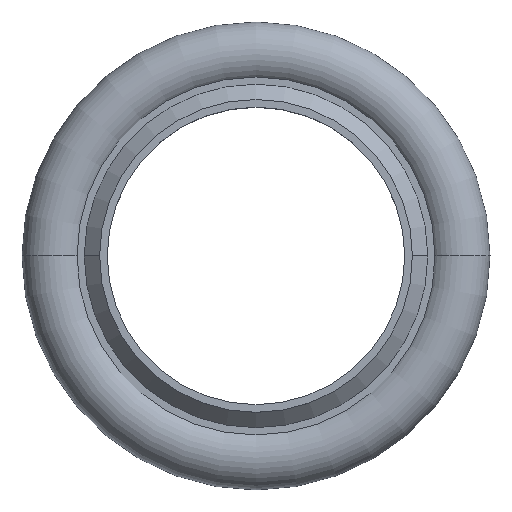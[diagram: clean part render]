
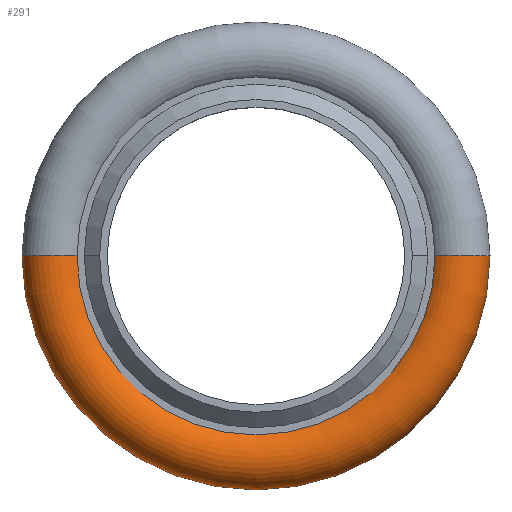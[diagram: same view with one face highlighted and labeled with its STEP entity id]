
A CAD part, top view. The second image highlights one B-rep face of the part: STEP entity #291.
In plain terms, the highlighted toroidal (fillet/blend) face has major radius 16.712 mm and minor radius 2.667 mm.
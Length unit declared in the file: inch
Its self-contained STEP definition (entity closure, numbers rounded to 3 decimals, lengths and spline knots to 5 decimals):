
#6 = AXIS2_PLACEMENT_3D ( 'NONE', #131, #580, #378 ) ;
#77 = ORIENTED_EDGE ( 'NONE', *, *, #603, .T. ) ;
#105 = CARTESIAN_POINT ( 'NONE',  ( 0.65795, 0., 0.1575 ) ) ;
#118 = ORIENTED_EDGE ( 'NONE', *, *, #194, .F. ) ;
#129 = DIRECTION ( 'NONE',  ( 0., 0., -1. ) ) ;
#131 = CARTESIAN_POINT ( 'NONE',  ( 0., 0., 0.1575 ) ) ;
#139 = DIRECTION ( 'NONE',  ( -1., 0., 0. ) ) ;
#177 = VERTEX_POINT ( 'NONE', #212 ) ;
#178 = FACE_OUTER_BOUND ( 'NONE', #229, .T. ) ;
#180 = CARTESIAN_POINT ( 'NONE',  ( -0.65795, 0., 0.1575 ) ) ;
#194 = EDGE_CURVE ( 'NONE', #322, #177, #637, .T. ) ;
#210 = CARTESIAN_POINT ( 'NONE',  ( -0.55295, 0., 0.1575 ) ) ;
#211 = VERTEX_POINT ( 'NONE', #210 ) ;
#212 = CARTESIAN_POINT ( 'NONE',  ( 0.76295, 0., 0.1575 ) ) ;
#216 = TOROIDAL_SURFACE ( 'NONE', #563, 0.65795, 0.105 ) ;
#219 = DIRECTION ( 'NONE',  ( -1., 0., 0. ) ) ;
#229 = EDGE_LOOP ( 'NONE', ( #325, #118, #77, #314 ) ) ;
#272 = AXIS2_PLACEMENT_3D ( 'NONE', #180, #340, #129 ) ;
#291 = ADVANCED_FACE ( 'NONE', ( #178 ), #216, .T. ) ;
#311 = EDGE_CURVE ( 'NONE', #211, #328, #596, .T. ) ;
#314 = ORIENTED_EDGE ( 'NONE', *, *, #311, .T. ) ;
#322 = VERTEX_POINT ( 'NONE', #433 ) ;
#325 = ORIENTED_EDGE ( 'NONE', *, *, #342, .F. ) ;
#328 = VERTEX_POINT ( 'NONE', #484 ) ;
#335 = DIRECTION ( 'NONE',  ( -1., 0., 0. ) ) ;
#340 = DIRECTION ( 'NONE',  ( 0., -1., 0. ) ) ;
#342 = EDGE_CURVE ( 'NONE', #177, #328, #437, .T. ) ;
#361 = DIRECTION ( 'NONE',  ( 0., 1., 0. ) ) ;
#378 = DIRECTION ( 'NONE',  ( -1., 0., 0. ) ) ;
#430 = DIRECTION ( 'NONE',  ( 0., 0., -1. ) ) ;
#433 = CARTESIAN_POINT ( 'NONE',  ( 0.55295, 0., 0.1575 ) ) ;
#437 = CIRCLE ( 'NONE', #6, 0.76295 ) ;
#482 = AXIS2_PLACEMENT_3D ( 'NONE', #105, #361, #219 ) ;
#484 = CARTESIAN_POINT ( 'NONE',  ( -0.76295, 0., 0.1575 ) ) ;
#533 = CARTESIAN_POINT ( 'NONE',  ( 0., 0., 0.1575 ) ) ;
#538 = CIRCLE ( 'NONE', #586, 0.55295 ) ;
#559 = DIRECTION ( 'NONE',  ( 0., 0., -1. ) ) ;
#563 = AXIS2_PLACEMENT_3D ( 'NONE', #533, #430, #335 ) ;
#580 = DIRECTION ( 'NONE',  ( 0., 0., -1. ) ) ;
#586 = AXIS2_PLACEMENT_3D ( 'NONE', #609, #559, #139 ) ;
#596 = CIRCLE ( 'NONE', #272, 0.105 ) ;
#603 = EDGE_CURVE ( 'NONE', #322, #211, #538, .T. ) ;
#609 = CARTESIAN_POINT ( 'NONE',  ( 0., 0., 0.1575 ) ) ;
#637 = CIRCLE ( 'NONE', #482, 0.105 ) ;
